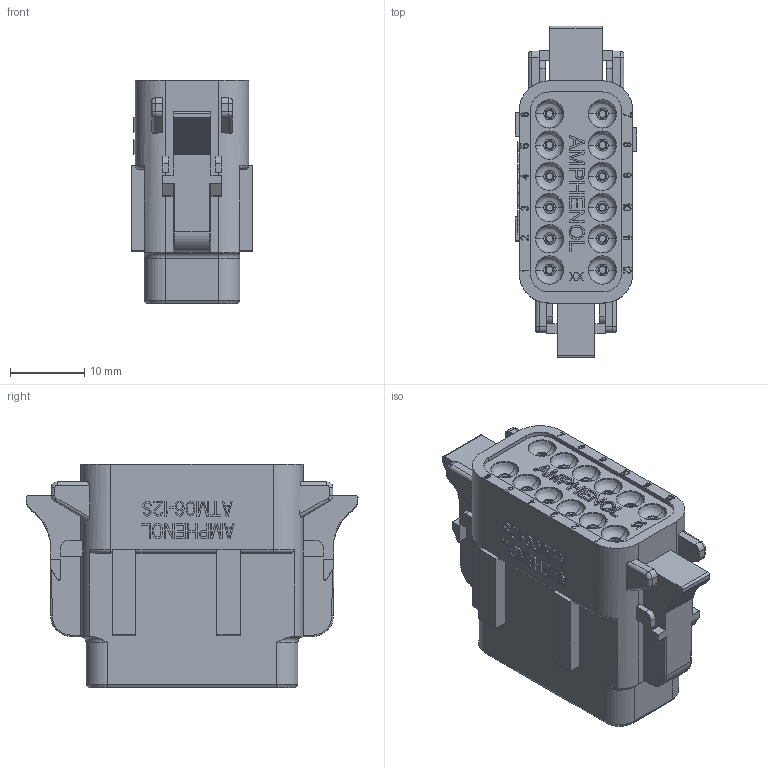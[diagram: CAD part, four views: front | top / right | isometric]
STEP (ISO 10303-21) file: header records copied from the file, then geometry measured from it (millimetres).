
FILE_DESCRIPTION((''),'2;1');
FILE_NAME('26-54229-12SA','2016-03-21T',('sullen.zhang'),(''),'PRO/ENGINEER BY PARAMETRIC TECHNOLOGY CORPORATION, 2013230','PRO/ENGINEER BY PARAMETRIC TECHNOLOGY CORPORATION, 2013230','');
FILE_SCHEMA(('CONFIG_CONTROL_DESIGN'));
Length unit declared in the file: millimetre
Products named in the file (1): 26-54229-12SA
Bounding box: 16.4 x 44.65 x 30.1 mm (x, y, z)
Volume: 12764 mm3; surface area: 4580.4 mm2
Topology: 1 solids, 1 shells, 1464 faces, 4007 edges, 2634 vertices
Faces by surface type: plane 1188, cylinder 163, torus 40, extrusion 37, bspline 32, cone 4
Entity records: 46660 total; most frequent: CARTESIAN_POINT 9437, ORIENTED_EDGE 8014, DIRECTION 7154, EDGE_CURVE 4007, VECTOR 3490, LINE 3453, VERTEX_POINT 2634, AXIS2_PLACEMENT_3D 1832
